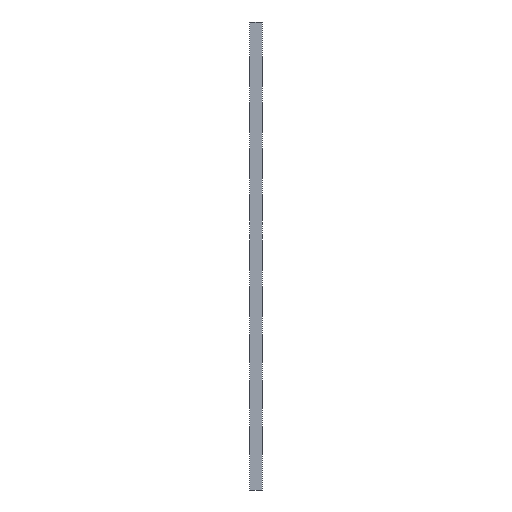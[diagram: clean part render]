
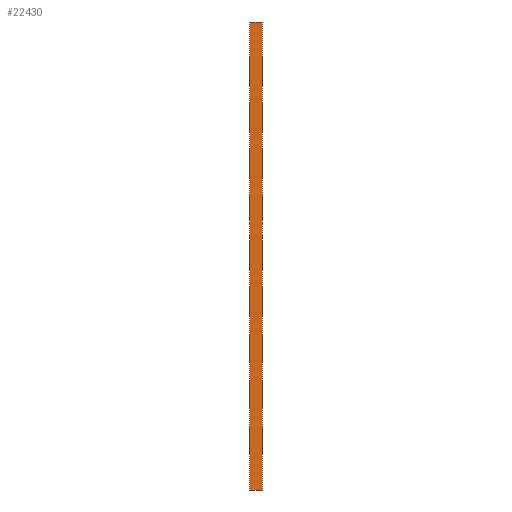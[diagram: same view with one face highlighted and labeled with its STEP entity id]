
A CAD part, left-side view. The second image highlights one B-rep face of the part: STEP entity #22430.
In plain terms, the highlighted planar face has unit normal (-1, 0, 0).
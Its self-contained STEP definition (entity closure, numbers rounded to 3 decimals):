
#384=FACE_OUTER_BOUND('',#1470,.T.);
#1470=EDGE_LOOP('',(#14867,#14868,#14869,#14870));
#2926=LINE('',#30075,#6178);
#2934=LINE('',#30090,#6186);
#2935=LINE('',#30092,#6187);
#2936=LINE('',#30093,#6188);
#6178=VECTOR('',#24642,10.);
#6186=VECTOR('',#24654,10.);
#6187=VECTOR('',#24657,10.);
#6188=VECTOR('',#24658,10.);
#9423=VERTEX_POINT('',#30071);
#9425=VERTEX_POINT('',#30074);
#9429=VERTEX_POINT('',#30086);
#9430=VERTEX_POINT('',#30088);
#11598=EDGE_CURVE('',#9423,#9425,#2926,.T.);
#11606=EDGE_CURVE('',#9429,#9430,#2934,.T.);
#11607=EDGE_CURVE('',#9429,#9423,#2935,.T.);
#11608=EDGE_CURVE('',#9425,#9430,#2936,.T.);
#14867=ORIENTED_EDGE('',*,*,#11607,.F.);
#14868=ORIENTED_EDGE('',*,*,#11606,.T.);
#14869=ORIENTED_EDGE('',*,*,#11608,.F.);
#14870=ORIENTED_EDGE('',*,*,#11598,.F.);
#21344=PLANE('',#23530);
#22430=ADVANCED_FACE('',(#384),#21344,.T.);
#23530=AXIS2_PLACEMENT_3D('',#30091,#24655,#24656);
#24642=DIRECTION('',(0.,-1.,0.));
#24654=DIRECTION('',(0.,-1.,0.));
#24655=DIRECTION('center_axis',(-1.,0.,0.));
#24656=DIRECTION('ref_axis',(0.,0.,-1.));
#24657=DIRECTION('',(0.,0.,1.));
#24658=DIRECTION('',(0.,0.,-1.));
#30071=CARTESIAN_POINT('',(6.,3.,4.));
#30074=CARTESIAN_POINT('',(6.,2.,4.));
#30075=CARTESIAN_POINT('',(6.,3.,4.));
#30086=CARTESIAN_POINT('',(6.,3.,-34.));
#30088=CARTESIAN_POINT('',(6.,2.,-34.));
#30090=CARTESIAN_POINT('',(6.,3.,-34.));
#30091=CARTESIAN_POINT('Origin',(6.,3.,4.));
#30092=CARTESIAN_POINT('',(6.,3.,-34.));
#30093=CARTESIAN_POINT('',(6.,2.,-34.));
